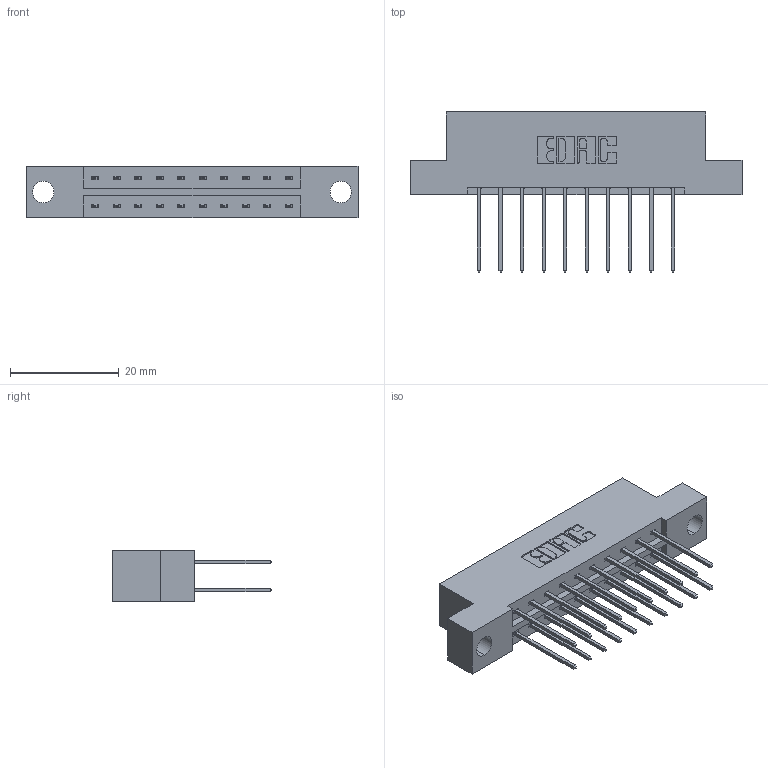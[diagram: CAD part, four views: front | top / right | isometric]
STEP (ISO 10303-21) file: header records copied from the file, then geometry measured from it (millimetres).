
FILE_DESCRIPTION (( 'STEP AP203' ), '1' );
FILE_NAME ('833-020-540-204.STEP', '2020-06-01T12:51:18', ( '' ), ( '' ), 'SwSTEP 2.0', 'SolidWorks 2020', '' );
FILE_SCHEMA (( 'CONFIG_CONTROL_DESIGN' ));
Length unit declared in the file: inch
Products named in the file (3): 833-020-540-204; 833 Part_Flush - .156 Dia - TH; 345-292-001_345-293-140
Assembly tree (21 placements, depth 2):
  833-020-540-204
    833 Part_Flush - .156 Dia - TH
    345-292-001_345-293-140  x20
Bounding box: 61.16 x 29.47 x 9.4 mm (x, y, z)
Volume: 5933.1 mm3; surface area: 6842.2 mm2
Topology: 21 solids, 21 shells, 1154 faces, 3411 edges, 2246 vertices
Faces by surface type: plane 790, cylinder 364
Entity records: 10593 total; most frequent: CARTESIAN_POINT 1794, ORIENTED_EDGE 1730, DIRECTION 1589, EDGE_CURVE 865, LINE 737, VECTOR 737, VERTEX_POINT 574, AXIS2_PLACEMENT_3D 426
